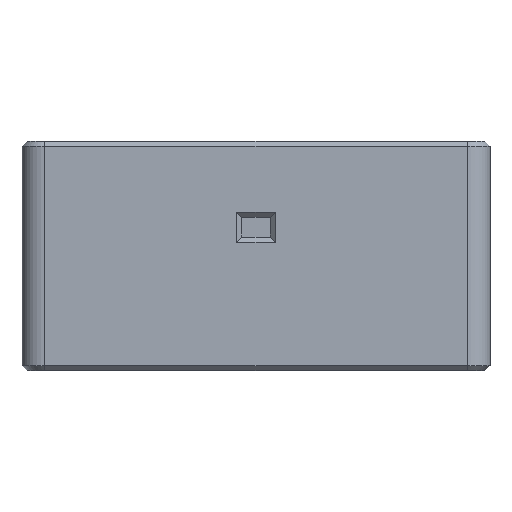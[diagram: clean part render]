
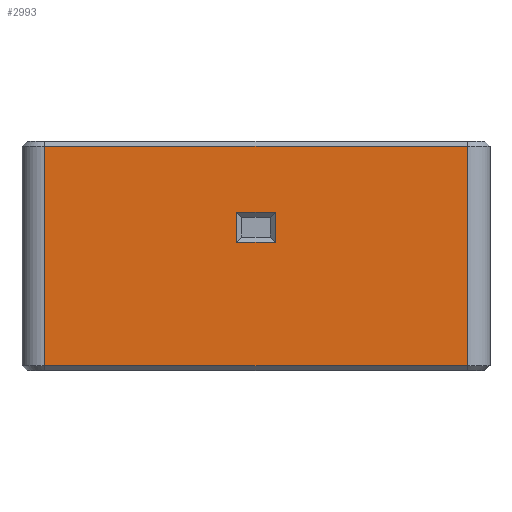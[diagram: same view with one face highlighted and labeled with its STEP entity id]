
A CAD part, front view. The second image highlights one B-rep face of the part: STEP entity #2993.
In plain terms, the highlighted planar face has unit normal (0, -1, 0).
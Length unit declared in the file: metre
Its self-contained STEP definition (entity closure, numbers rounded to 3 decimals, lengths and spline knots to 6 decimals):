
#277=LINE('',#4752,#611);
#278=LINE('',#4755,#612);
#279=LINE('',#4757,#613);
#280=LINE('',#4759,#614);
#281=LINE('',#4760,#615);
#282=LINE('',#4763,#616);
#283=LINE('',#4765,#617);
#284=LINE('',#4767,#618);
#611=VECTOR('',#3826,1.);
#612=VECTOR('',#3827,1.);
#613=VECTOR('',#3828,1.);
#614=VECTOR('',#3829,1.);
#615=VECTOR('',#3830,1.);
#616=VECTOR('',#3831,1.);
#617=VECTOR('',#3832,1.);
#618=VECTOR('',#3833,1.);
#1071=ORIENTED_EDGE('',*,*,#1846,.T.);
#1072=ORIENTED_EDGE('',*,*,#1847,.T.);
#1073=ORIENTED_EDGE('',*,*,#1848,.T.);
#1074=ORIENTED_EDGE('',*,*,#1849,.T.);
#1075=ORIENTED_EDGE('',*,*,#1850,.T.);
#1076=ORIENTED_EDGE('',*,*,#1851,.T.);
#1077=ORIENTED_EDGE('',*,*,#1852,.T.);
#1078=ORIENTED_EDGE('',*,*,#1853,.T.);
#1846=EDGE_CURVE('',#2200,#2201,#277,.T.);
#1847=EDGE_CURVE('',#2201,#2202,#278,.T.);
#1848=EDGE_CURVE('',#2202,#2203,#279,.T.);
#1849=EDGE_CURVE('',#2203,#2200,#280,.T.);
#1850=EDGE_CURVE('',#2204,#2205,#281,.F.);
#1851=EDGE_CURVE('',#2205,#2206,#282,.T.);
#1852=EDGE_CURVE('',#2206,#2207,#283,.T.);
#1853=EDGE_CURVE('',#2207,#2204,#284,.T.);
#2200=VERTEX_POINT('',#4753);
#2201=VERTEX_POINT('',#4754);
#2202=VERTEX_POINT('',#4756);
#2203=VERTEX_POINT('',#4758);
#2204=VERTEX_POINT('',#4761);
#2205=VERTEX_POINT('',#4762);
#2206=VERTEX_POINT('',#4764);
#2207=VERTEX_POINT('',#4766);
#2440=EDGE_LOOP('',(#1071,#1072,#1073,#1074));
#2441=EDGE_LOOP('',(#1075,#1076,#1077,#1078));
#2664=FACE_BOUND('',#2440,.T.);
#2665=FACE_BOUND('',#2441,.T.);
#2847=PLANE('',#3229);
#2993=ADVANCED_FACE('',(#2664,#2665),#2847,.F.);
#3229=AXIS2_PLACEMENT_3D('',#4751,#3824,#3825);
#3824=DIRECTION('',(0.,1.,0.));
#3825=DIRECTION('',(0.,0.,1.));
#3826=DIRECTION('',(-1.,0.,0.));
#3827=DIRECTION('',(0.,0.,1.));
#3828=DIRECTION('',(1.,0.,0.));
#3829=DIRECTION('',(0.,0.,-1.));
#3830=DIRECTION('',(0.,0.,1.));
#3831=DIRECTION('',(1.,0.,0.));
#3832=DIRECTION('',(0.,0.,1.));
#3833=DIRECTION('',(-1.,0.,0.));
#4751=CARTESIAN_POINT('',(0.,-0.053,-0.045));
#4752=CARTESIAN_POINT('',(0.,-0.053,-0.0198));
#4753=CARTESIAN_POINT('',(0.00375,-0.053,-0.0198));
#4754=CARTESIAN_POINT('',(-0.00375,-0.053,-0.0198));
#4755=CARTESIAN_POINT('',(-0.00375,-0.053,-0.0149));
#4756=CARTESIAN_POINT('',(-0.00375,-0.053,-0.0139));
#4757=CARTESIAN_POINT('',(0.00275,-0.053,-0.0139));
#4758=CARTESIAN_POINT('',(0.00375,-0.053,-0.0139));
#4759=CARTESIAN_POINT('',(0.00375,-0.053,-0.045));
#4760=CARTESIAN_POINT('',(-0.04135,-0.053,-0.045));
#4761=CARTESIAN_POINT('',(-0.04135,-0.053,-0.001));
#4762=CARTESIAN_POINT('',(-0.04135,-0.053,-0.044));
#4763=CARTESIAN_POINT('',(0.,-0.053,-0.044));
#4764=CARTESIAN_POINT('',(0.04135,-0.053,-0.044));
#4765=CARTESIAN_POINT('',(0.04135,-0.053,-0.045));
#4766=CARTESIAN_POINT('',(0.04135,-0.053,-0.001));
#4767=CARTESIAN_POINT('',(-0.04135,-0.053,-0.001));
